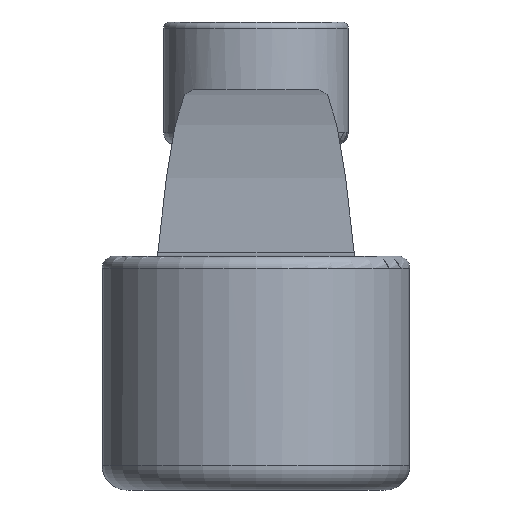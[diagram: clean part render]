
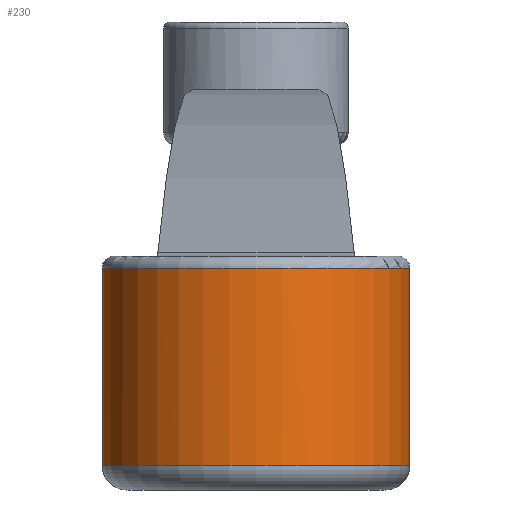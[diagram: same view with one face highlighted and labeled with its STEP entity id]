
A CAD part, left-side view. The second image highlights one B-rep face of the part: STEP entity #230.
In plain terms, the highlighted cylindrical face has radius 12.5 mm (diameter 25 mm), a full revolution.
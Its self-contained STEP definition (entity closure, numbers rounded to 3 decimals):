
#115=FACE_BOUND('',#293,.T.);
#116=FACE_BOUND('',#294,.T.);
#132=CYLINDRICAL_SURFACE('',#638,12.5);
#154=LINE('',#949,#191);
#155=LINE('',#994,#192);
#191=VECTOR('',#706,1.);
#192=VECTOR('',#711,1.);
#230=ADVANCED_FACE('',(#115,#116),#132,.T.);
#293=EDGE_LOOP('',(#354));
#294=EDGE_LOOP('',(#355,#356,#357,#358,#359,#360,#361,#362));
#338=B_SPLINE_CURVE_WITH_KNOTS('',3,(#951,#952,#953,#954,#955,#956,#957,
#958,#959,#960,#961,#962,#963,#964,#965,#966),.UNSPECIFIED.,.F.,.F.,(4,3,
3,3,3,4),(0.,0.473,0.644,0.817,0.926,
1.),.UNSPECIFIED.);
#339=B_SPLINE_CURVE_WITH_KNOTS('',3,(#970,#971,#972,#973),.UNSPECIFIED.,
.F.,.F.,(4,4),(0.,1.),.UNSPECIFIED.);
#340=B_SPLINE_CURVE_WITH_KNOTS('',3,(#977,#978,#979,#980,#981,#982,#983,
#984,#985,#986,#987,#988,#989,#990,#991,#992),.UNSPECIFIED.,.F.,.F.,(4,3,
3,3,3,4),(0.,0.115,0.228,0.395,0.654,
1.),.UNSPECIFIED.);
#354=ORIENTED_EDGE('',*,*,#550,.T.);
#355=ORIENTED_EDGE('',*,*,#551,.F.);
#356=ORIENTED_EDGE('',*,*,#552,.F.);
#357=ORIENTED_EDGE('',*,*,#553,.F.);
#358=ORIENTED_EDGE('',*,*,#554,.F.);
#359=ORIENTED_EDGE('',*,*,#555,.F.);
#360=ORIENTED_EDGE('',*,*,#556,.F.);
#361=ORIENTED_EDGE('',*,*,#557,.T.);
#362=ORIENTED_EDGE('',*,*,#548,.T.);
#498=VERTEX_POINT('',#927);
#499=VERTEX_POINT('',#929);
#500=VERTEX_POINT('',#948);
#501=VERTEX_POINT('',#950);
#502=VERTEX_POINT('',#967);
#503=VERTEX_POINT('',#969);
#504=VERTEX_POINT('',#974);
#505=VERTEX_POINT('',#976);
#506=VERTEX_POINT('',#993);
#548=EDGE_CURVE('',#499,#498,#615,.T.);
#550=EDGE_CURVE('',#500,#500,#616,.T.);
#551=EDGE_CURVE('',#501,#498,#154,.T.);
#552=EDGE_CURVE('',#502,#501,#338,.T.);
#553=EDGE_CURVE('',#503,#502,#617,.T.);
#554=EDGE_CURVE('',#504,#503,#339,.T.);
#555=EDGE_CURVE('',#505,#504,#618,.T.);
#556=EDGE_CURVE('',#506,#505,#340,.T.);
#557=EDGE_CURVE('',#506,#499,#155,.T.);
#615=CIRCLE('',#633,12.5);
#616=CIRCLE('',#635,12.5);
#617=CIRCLE('',#636,12.5);
#618=CIRCLE('',#637,12.5);
#633=AXIS2_PLACEMENT_3D('',#928,#700,#701);
#635=AXIS2_PLACEMENT_3D('',#947,#704,#705);
#636=AXIS2_PLACEMENT_3D('',#968,#707,#708);
#637=AXIS2_PLACEMENT_3D('',#975,#709,#710);
#638=AXIS2_PLACEMENT_3D('',#995,#712,#713);
#700=DIRECTION('',(0.,0.,-1.));
#701=DIRECTION('',(1.,0.,0.));
#704=DIRECTION('',(0.,0.,1.));
#705=DIRECTION('',(1.,0.,0.));
#706=DIRECTION('',(0.,0.,1.));
#707=DIRECTION('',(0.,0.,1.));
#708=DIRECTION('',(1.,0.,0.));
#709=DIRECTION('',(0.,0.,1.));
#710=DIRECTION('',(1.,0.,0.));
#711=DIRECTION('',(0.,0.,1.));
#712=DIRECTION('',(0.,0.,-1.));
#713=DIRECTION('',(-1.,0.,0.));
#927=CARTESIAN_POINT('',(115.465,163.973,-1.));
#928=CARTESIAN_POINT('',(105.861,155.973,-1.));
#929=CARTESIAN_POINT('',(115.465,147.973,-1.));
#947=CARTESIAN_POINT('',(105.861,155.973,-17.));
#948=CARTESIAN_POINT('',(118.361,155.973,-17.));
#949=CARTESIAN_POINT('',(115.465,163.973,-196.));
#950=CARTESIAN_POINT('',(115.465,163.973,-5.));
#951=CARTESIAN_POINT('',(116.465,162.59,-6.));
#952=CARTESIAN_POINT('',(116.286,162.877,-6.));
#953=CARTESIAN_POINT('',(116.089,163.165,-5.954));
#954=CARTESIAN_POINT('',(115.902,163.417,-5.826));
#955=CARTESIAN_POINT('',(115.834,163.51,-5.779));
#956=CARTESIAN_POINT('',(115.766,163.598,-5.721));
#957=CARTESIAN_POINT('',(115.704,163.678,-5.648));
#958=CARTESIAN_POINT('',(115.641,163.757,-5.574));
#959=CARTESIAN_POINT('',(115.583,163.83,-5.484));
#960=CARTESIAN_POINT('',(115.54,163.882,-5.379));
#961=CARTESIAN_POINT('',(115.513,163.916,-5.312));
#962=CARTESIAN_POINT('',(115.491,163.942,-5.238));
#963=CARTESIAN_POINT('',(115.479,163.957,-5.161));
#964=CARTESIAN_POINT('',(115.47,163.967,-5.109));
#965=CARTESIAN_POINT('',(115.465,163.973,-5.054));
#966=CARTESIAN_POINT('',(115.465,163.973,-5.));
#967=CARTESIAN_POINT('',(116.465,162.59,-6.));
#968=CARTESIAN_POINT('',(105.861,155.973,-6.));
#969=CARTESIAN_POINT('',(118.271,157.47,-6.));
#970=CARTESIAN_POINT('',(118.271,154.475,-6.));
#971=CARTESIAN_POINT('',(118.391,155.474,-5.955));
#972=CARTESIAN_POINT('',(118.391,156.472,-5.955));
#973=CARTESIAN_POINT('',(118.271,157.47,-6.));
#974=CARTESIAN_POINT('',(118.271,154.475,-6.));
#975=CARTESIAN_POINT('',(105.861,155.973,-6.));
#976=CARTESIAN_POINT('',(116.465,149.355,-6.));
#977=CARTESIAN_POINT('',(115.465,147.973,-5.));
#978=CARTESIAN_POINT('',(115.465,147.973,-5.083));
#979=CARTESIAN_POINT('',(115.476,147.986,-5.167));
#980=CARTESIAN_POINT('',(115.496,148.009,-5.244));
#981=CARTESIAN_POINT('',(115.515,148.033,-5.321));
#982=CARTESIAN_POINT('',(115.543,148.067,-5.393));
#983=CARTESIAN_POINT('',(115.576,148.107,-5.457));
#984=CARTESIAN_POINT('',(115.624,148.166,-5.55));
#985=CARTESIAN_POINT('',(115.683,148.241,-5.629));
#986=CARTESIAN_POINT('',(115.745,148.321,-5.694));
#987=CARTESIAN_POINT('',(115.842,148.446,-5.794));
#988=CARTESIAN_POINT('',(115.949,148.589,-5.864));
#989=CARTESIAN_POINT('',(116.054,148.737,-5.911));
#990=CARTESIAN_POINT('',(116.193,148.934,-5.974));
#991=CARTESIAN_POINT('',(116.333,149.144,-6.));
#992=CARTESIAN_POINT('',(116.465,149.355,-6.));
#993=CARTESIAN_POINT('',(115.465,147.973,-5.));
#994=CARTESIAN_POINT('',(115.465,147.973,-196.));
#995=CARTESIAN_POINT('',(105.861,155.973,0.));
